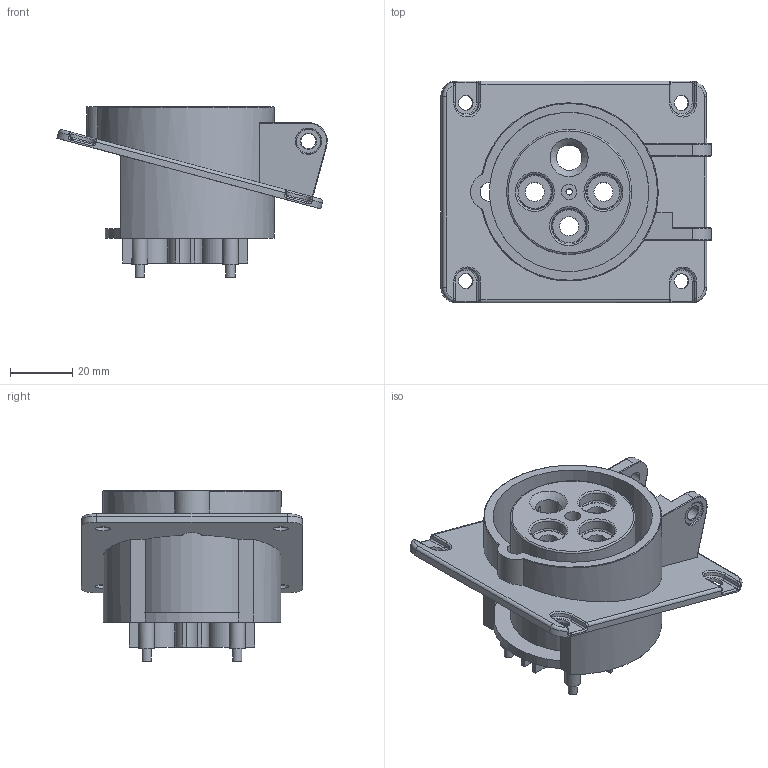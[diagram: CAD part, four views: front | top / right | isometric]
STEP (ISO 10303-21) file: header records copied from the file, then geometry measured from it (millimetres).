
FILE_DESCRIPTION(/* description */ (''),/* implementation_level */ '2;1');
FILE_NAME(/* name */ 'N4049_carcaca.stp',/* time_stamp */ '2021-03-23T15:17:48-03:00',/* author */ ('nilton'),/* organization */ (''),/* preprocessor_version */ 'ST-DEVELOPER v16.13',/* originating_system */ 'Autodesk Inventor 2018',/* authorisation */ '');
FILE_SCHEMA (('AUTOMOTIVE_DESIGN { 1 0 10303 214 3 1 1 }'));
Length unit declared in the file: millimetre
Products named in the file (1): N4049_carcaca
Bounding box: 86.53 x 71 x 54.5 mm (x, y, z)
Volume: 58352 mm3; surface area: 48967.5 mm2
Topology: 1 solids, 1 shells, 246 faces, 620 edges, 388 vertices
Faces by surface type: cylinder 101, plane 94, torus 38, bspline 12, cone 1
Full cylindrical faces by diameter (mm): 2 x1, 3 x3, 4.8 x6, 5 x4, 6.1 x3, 6.8 x1, 8 x2, 8.2 x1, 11.5 x3, 40 x1
Entity records: 7499 total; most frequent: CARTESIAN_POINT 1609, DIRECTION 1276, ORIENTED_EDGE 1140, EDGE_CURVE 570, AXIS2_PLACEMENT_3D 492, VERTEX_POINT 377, EDGE_LOOP 321, LINE 292
